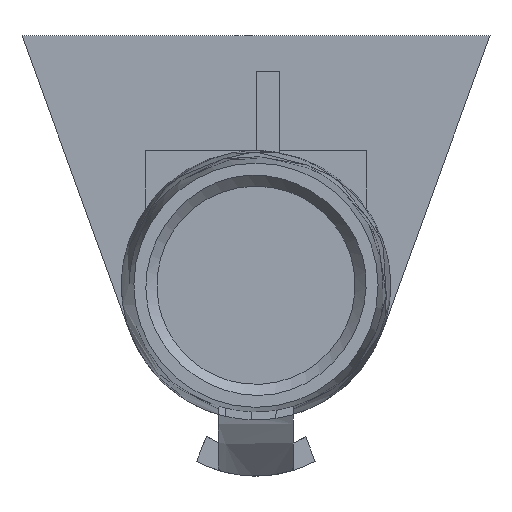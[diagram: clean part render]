
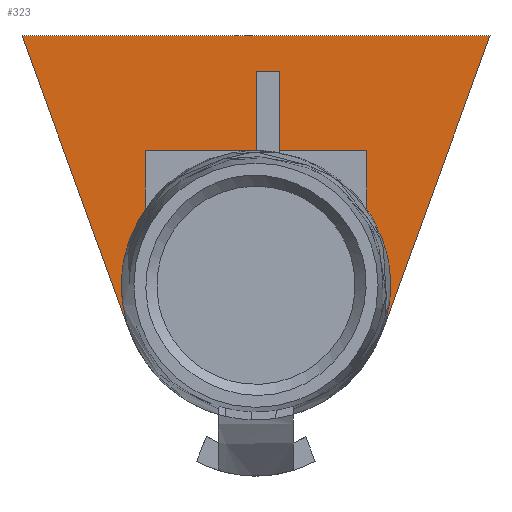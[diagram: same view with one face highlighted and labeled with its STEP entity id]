
A CAD part, front view. The second image highlights one B-rep face of the part: STEP entity #323.
In plain terms, the highlighted planar face has unit normal (0, -1, 0).
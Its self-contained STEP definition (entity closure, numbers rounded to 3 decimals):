
#255=FACE_BOUND('',#423,.T.);
#256=FACE_BOUND('',#424,.T.);
#269=CIRCLE('',#1105,1.7);
#288=PLANE('',#1106);
#323=ADVANCED_FACE('',(#255,#256),#288,.F.);
#423=EDGE_LOOP('',(#620,#621,#622,#623));
#424=EDGE_LOOP('',(#624,#625,#626,#627,#628,#629,#630,#631));
#466=B_SPLINE_CURVE_WITH_KNOTS('',3,(#1328,#1329,#1330,#1331,#1332,#1333,
#1334,#1335,#1336,#1337),.UNSPECIFIED.,.F.,.F.,(4,1,1,1,1,1,1,4),(0.,0.098,
0.236,0.358,0.496,0.618,
0.756,1.),.UNSPECIFIED.);
#477=B_SPLINE_CURVE_WITH_KNOTS('',3,(#1534,#1535,#1536,#1537,#1538,#1539,
#1540,#1541,#1542,#1543,#1544,#1545,#1546,#1547,#1548,#1549,#1550,#1551,
#1552),.UNSPECIFIED.,.F.,.F.,(4,1,1,1,1,1,1,1,1,1,1,1,1,1,1,1,4),(0.,0.068,
0.101,0.193,0.222,0.318,
0.382,0.443,0.5,0.568,0.632,
0.693,0.75,0.818,0.882,0.943,
1.),.UNSPECIFIED.);
#479=B_SPLINE_CURVE_WITH_KNOTS('',3,(#1572,#1573,#1574,#1575,#1576,#1577,
#1578,#1579,#1580,#1581,#1582,#1583,#1584,#1585,#1586,#1587,#1588,#1589,
#1590),.UNSPECIFIED.,.F.,.F.,(4,1,1,1,1,1,1,1,1,1,1,1,1,1,1,1,4),(0.,0.068,
0.101,0.193,0.222,0.318,
0.382,0.443,0.5,0.568,0.632,
0.693,0.75,0.818,0.882,0.943,
1.),.UNSPECIFIED.);
#620=ORIENTED_EDGE('',*,*,#903,.F.);
#621=ORIENTED_EDGE('',*,*,#904,.F.);
#622=ORIENTED_EDGE('',*,*,#905,.F.);
#623=ORIENTED_EDGE('',*,*,#906,.F.);
#624=ORIENTED_EDGE('',*,*,#894,.T.);
#625=ORIENTED_EDGE('',*,*,#900,.T.);
#626=ORIENTED_EDGE('',*,*,#889,.T.);
#627=ORIENTED_EDGE('',*,*,#902,.F.);
#628=ORIENTED_EDGE('',*,*,#851,.T.);
#629=ORIENTED_EDGE('',*,*,#856,.T.);
#630=ORIENTED_EDGE('',*,*,#846,.T.);
#631=ORIENTED_EDGE('',*,*,#901,.F.);
#763=VERTEX_POINT('',#1283);
#764=VERTEX_POINT('',#1284);
#768=VERTEX_POINT('',#1306);
#769=VERTEX_POINT('',#1307);
#797=VERTEX_POINT('',#1479);
#798=VERTEX_POINT('',#1481);
#800=VERTEX_POINT('',#1508);
#801=VERTEX_POINT('',#1509);
#803=VERTEX_POINT('',#1611);
#804=VERTEX_POINT('',#1612);
#805=VERTEX_POINT('',#1614);
#806=VERTEX_POINT('',#1616);
#846=EDGE_CURVE('',#763,#764,#967,.T.);
#851=EDGE_CURVE('',#768,#769,#968,.T.);
#856=EDGE_CURVE('',#769,#763,#466,.T.);
#889=EDGE_CURVE('',#798,#797,#989,.T.);
#894=EDGE_CURVE('',#800,#801,#994,.T.);
#900=EDGE_CURVE('',#801,#798,#1000,.T.);
#901=EDGE_CURVE('',#800,#764,#477,.T.);
#902=EDGE_CURVE('',#768,#797,#479,.T.);
#903=EDGE_CURVE('',#803,#804,#1001,.T.);
#904=EDGE_CURVE('',#805,#803,#269,.T.);
#905=EDGE_CURVE('',#806,#805,#1002,.T.);
#906=EDGE_CURVE('',#804,#806,#1003,.T.);
#967=LINE('',#1282,#1021);
#968=LINE('',#1305,#1022);
#989=LINE('',#1480,#1043);
#994=LINE('',#1507,#1049);
#1000=LINE('',#1524,#1055);
#1001=LINE('',#1610,#1058);
#1002=LINE('',#1615,#1059);
#1003=LINE('',#1617,#1060);
#1021=VECTOR('',#1130,1.);
#1022=VECTOR('',#1135,1.);
#1043=VECTOR('',#1182,1.);
#1049=VECTOR('',#1190,1.);
#1055=VECTOR('',#1200,1.);
#1058=VECTOR('',#1205,1.);
#1059=VECTOR('',#1208,1.);
#1060=VECTOR('',#1209,1.);
#1105=AXIS2_PLACEMENT_3D('',#1613,#1206,#1207);
#1106=AXIS2_PLACEMENT_3D('',#1618,#1210,#1211);
#1130=DIRECTION('',(0.94,0.,0.342));
#1135=DIRECTION('',(0.94,0.,-0.342));
#1182=DIRECTION('',(0.,0.,-1.));
#1190=DIRECTION('',(0.,0.,1.));
#1200=DIRECTION('',(1.,0.,0.));
#1205=DIRECTION('',(-0.342,0.,0.94));
#1206=DIRECTION('',(0.,1.,0.));
#1207=DIRECTION('',(-0.94,0.,0.342));
#1208=DIRECTION('',(-0.342,0.,-0.94));
#1209=DIRECTION('',(1.,0.,0.));
#1210=DIRECTION('',(0.,1.,0.));
#1211=DIRECTION('',(0.,0.,1.));
#1282=CARTESIAN_POINT('',(27.653,15.,3.434));
#1283=CARTESIAN_POINT('',(27.741,15.,3.466));
#1284=CARTESIAN_POINT('',(27.936,15.,3.537));
#1305=CARTESIAN_POINT('',(31.118,15.,3.334));
#1306=CARTESIAN_POINT('',(30.723,15.,3.478));
#1307=CARTESIAN_POINT('',(30.917,15.,3.407));
#1328=CARTESIAN_POINT('',(30.917,15.,3.407));
#1329=CARTESIAN_POINT('',(30.901,15.,3.288));
#1330=CARTESIAN_POINT('',(30.828,15.,2.992));
#1331=CARTESIAN_POINT('',(30.558,15.,2.535));
#1332=CARTESIAN_POINT('',(30.027,15.,2.128));
#1333=CARTESIAN_POINT('',(29.346,15.,1.97));
#1334=CARTESIAN_POINT('',(28.638,15.,2.126));
#1335=CARTESIAN_POINT('',(27.954,15.,2.651));
#1336=CARTESIAN_POINT('',(27.768,15.,3.17));
#1337=CARTESIAN_POINT('',(27.741,15.,3.466));
#1479=CARTESIAN_POINT('',(30.732,15.,3.623));
#1480=CARTESIAN_POINT('',(30.732,15.,9.764));
#1481=CARTESIAN_POINT('',(30.732,15.,5.323));
#1507=CARTESIAN_POINT('',(27.932,15.,9.764));
#1508=CARTESIAN_POINT('',(27.932,15.,3.623));
#1509=CARTESIAN_POINT('',(27.932,15.,5.323));
#1524=CARTESIAN_POINT('',(34.165,15.,5.323));
#1534=CARTESIAN_POINT('',(27.932,15.,3.623));
#1535=CARTESIAN_POINT('',(27.932,15.,3.523));
#1536=CARTESIAN_POINT('',(27.952,15.,3.376));
#1537=CARTESIAN_POINT('',(28.019,15.,3.1));
#1538=CARTESIAN_POINT('',(28.127,15.,2.9));
#1539=CARTESIAN_POINT('',(28.314,15.,2.642));
#1540=CARTESIAN_POINT('',(28.529,15.,2.462));
#1541=CARTESIAN_POINT('',(28.817,15.,2.309));
#1542=CARTESIAN_POINT('',(29.077,15.,2.239));
#1543=CARTESIAN_POINT('',(29.348,15.,2.216));
#1544=CARTESIAN_POINT('',(29.626,15.,2.24));
#1545=CARTESIAN_POINT('',(29.897,15.,2.33));
#1546=CARTESIAN_POINT('',(30.128,15.,2.465));
#1547=CARTESIAN_POINT('',(30.342,15.,2.635));
#1548=CARTESIAN_POINT('',(30.512,15.,2.856));
#1549=CARTESIAN_POINT('',(30.645,15.,3.107));
#1550=CARTESIAN_POINT('',(30.711,15.,3.368));
#1551=CARTESIAN_POINT('',(30.732,15.,3.539));
#1552=CARTESIAN_POINT('',(30.732,15.,3.623));
#1572=CARTESIAN_POINT('',(27.932,15.,3.623));
#1573=CARTESIAN_POINT('',(27.932,15.,3.523));
#1574=CARTESIAN_POINT('',(27.952,15.,3.376));
#1575=CARTESIAN_POINT('',(28.019,15.,3.1));
#1576=CARTESIAN_POINT('',(28.127,15.,2.9));
#1577=CARTESIAN_POINT('',(28.314,15.,2.642));
#1578=CARTESIAN_POINT('',(28.529,15.,2.462));
#1579=CARTESIAN_POINT('',(28.817,15.,2.309));
#1580=CARTESIAN_POINT('',(29.077,15.,2.239));
#1581=CARTESIAN_POINT('',(29.348,15.,2.216));
#1582=CARTESIAN_POINT('',(29.626,15.,2.24));
#1583=CARTESIAN_POINT('',(29.897,15.,2.33));
#1584=CARTESIAN_POINT('',(30.128,15.,2.465));
#1585=CARTESIAN_POINT('',(30.342,15.,2.635));
#1586=CARTESIAN_POINT('',(30.512,15.,2.856));
#1587=CARTESIAN_POINT('',(30.645,15.,3.107));
#1588=CARTESIAN_POINT('',(30.711,15.,3.368));
#1589=CARTESIAN_POINT('',(30.732,15.,3.539));
#1590=CARTESIAN_POINT('',(30.732,15.,3.623));
#1610=CARTESIAN_POINT('',(27.735,15.,3.041));
#1611=CARTESIAN_POINT('',(27.735,15.,3.041));
#1612=CARTESIAN_POINT('',(26.377,15.,6.773));
#1613=CARTESIAN_POINT('',(29.332,15.,3.623));
#1614=CARTESIAN_POINT('',(30.93,15.,3.041));
#1615=CARTESIAN_POINT('',(32.288,15.,6.773));
#1616=CARTESIAN_POINT('',(32.288,15.,6.773));
#1617=CARTESIAN_POINT('',(26.377,15.,6.773));
#1618=CARTESIAN_POINT('',(29.332,15.,3.623));
